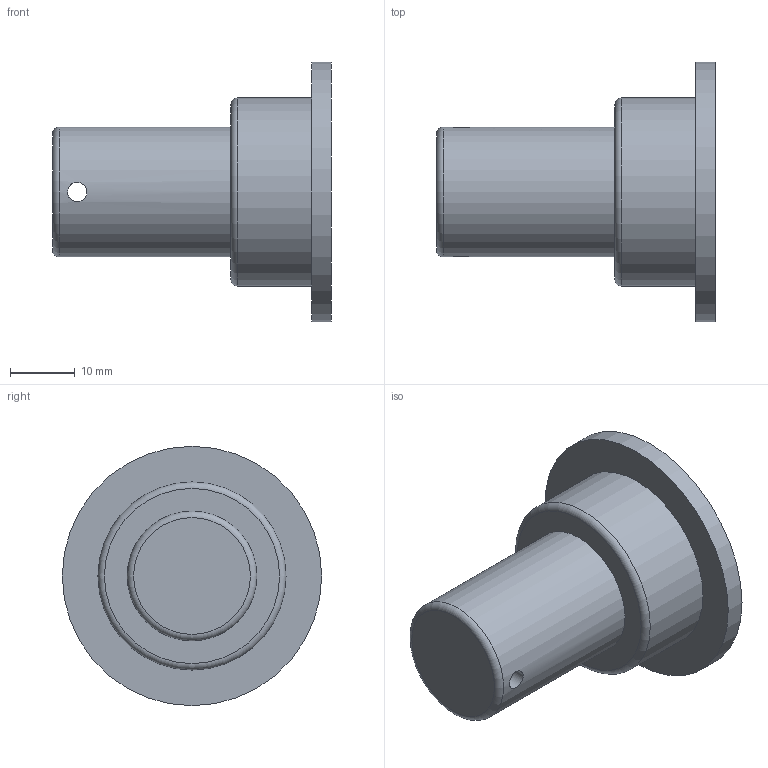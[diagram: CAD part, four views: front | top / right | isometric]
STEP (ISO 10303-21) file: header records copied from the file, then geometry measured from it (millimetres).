
FILE_DESCRIPTION(/* description */ (''),/* implementation_level */ '2;1');
FILE_NAME(/* name */ 'Knee Axis.step',/* time_stamp */ '2024-01-24T16:52:14-03:00',/* author */ (''),/* organization */ (''),/* preprocessor_version */ 'ST-DEVELOPER v20',/* originating_system */ 'Autodesk Translation Framework v12.14.0.127',/* authorisation */ '');
FILE_SCHEMA (('AUTOMOTIVE_DESIGN { 1 0 10303 214 3 1 1 }'));
Length unit declared in the file: millimetre
Products named in the file (1): Knee Axis
Bounding box: 43 x 40 x 40 mm (x, y, z)
Volume: 20492.4 mm3; surface area: 5863.3 mm2
Topology: 1 solids, 1 shells, 10 faces, 21 edges, 14 vertices
Faces by surface type: cylinder 4, plane 4, torus 2
Full cylindrical faces by diameter (mm): 3 x1, 20 x1, 29 x1, 40 x1
Entity records: 381 total; most frequent: CARTESIAN_POINT 114, DIRECTION 51, ORIENTED_EDGE 42, AXIS2_PLACEMENT_3D 23, EDGE_CURVE 21, VERTEX_POINT 14, EDGE_LOOP 13, CIRCLE 12
